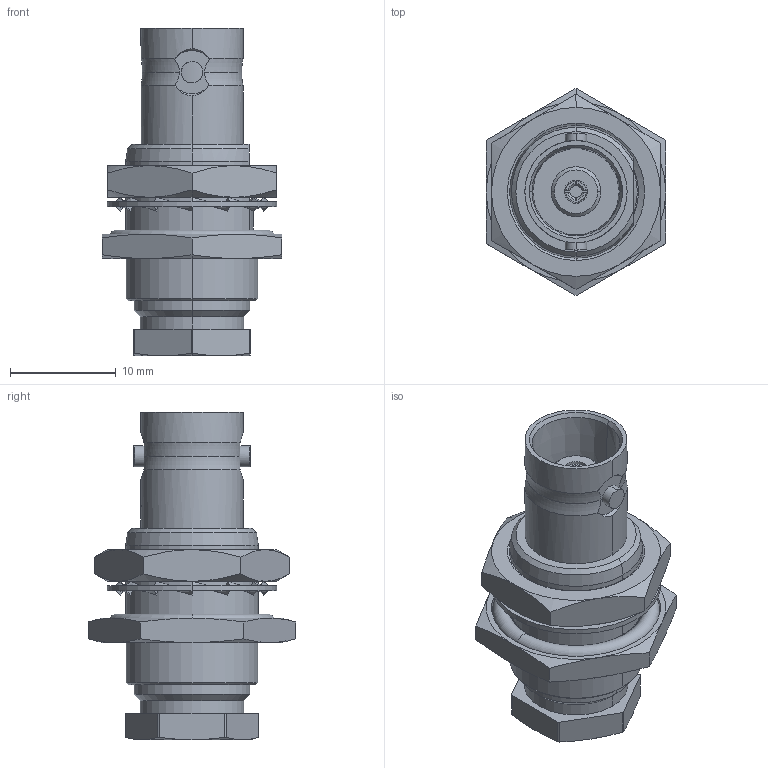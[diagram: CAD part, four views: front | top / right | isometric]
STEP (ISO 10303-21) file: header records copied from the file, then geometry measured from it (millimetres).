
FILE_DESCRIPTION (( 'STEP AP214' ), '1' );
FILE_NAME ('J01001A1318.STEP', '2012-05-14T06:55:09', ( 'markiewicz' ), ( '' ), 'SwSTEP 2.0', 'SolidWorks 2012', '' );
FILE_SCHEMA (( 'AUTOMOTIVE_DESIGN' ));
Length unit declared in the file: millimetre
Products named in the file (1): J01001A1318
Bounding box: 17 x 19.63 x 31 mm (x, y, z)
Volume: 3373.6 mm3; surface area: 2726.1 mm2
Topology: 3 solids, 3 shells, 270 faces, 673 edges, 424 vertices
Faces by surface type: plane 98, cone 68, cylinder 56, bspline 36, torus 12
Entity records: 11724 total; most frequent: CARTESIAN_POINT 2697, ORIENTED_EDGE 1346, DIRECTION 1142, EDGE_CURVE 673, AXIS2_PLACEMENT_3D 425, VERTEX_POINT 424, LINE 292, VECTOR 292
